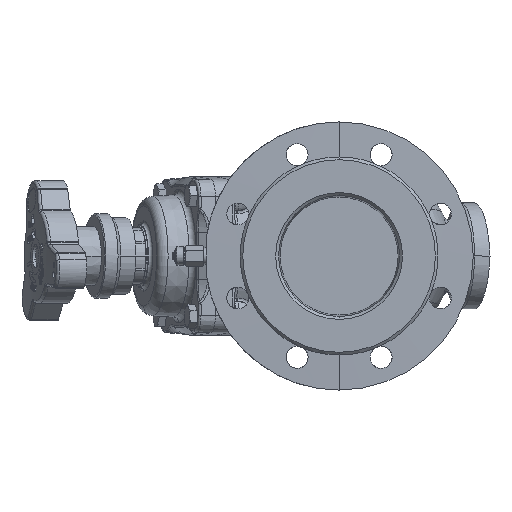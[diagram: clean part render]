
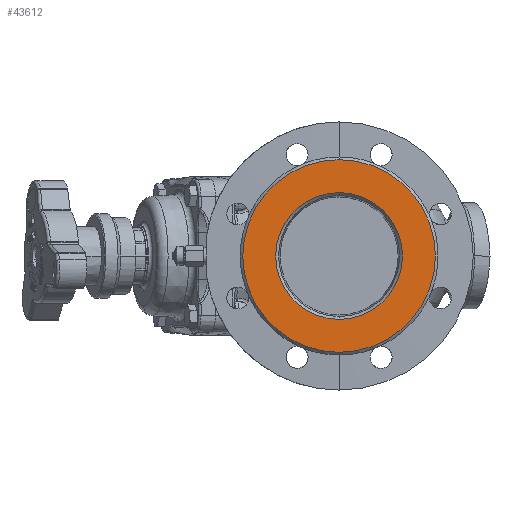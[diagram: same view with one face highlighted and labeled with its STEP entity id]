
A CAD part, left-side view. The second image highlights one B-rep face of the part: STEP entity #43612.
In plain terms, the highlighted planar face has unit normal (-1, 0, 0).
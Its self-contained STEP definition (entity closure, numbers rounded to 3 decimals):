
#9399=CARTESIAN_POINT('Axis2P3D Location',(-162.,0.,0.)) ;
#9403=CARTESIAN_POINT('Vertex',(-162.,0.,79.)) ;
#9405=CARTESIAN_POINT('Vertex',(-162.,0.,-79.)) ;
#12455=CARTESIAN_POINT('Vertex',(-162.,0.,-52.)) ;
#12458=CARTESIAN_POINT('Axis2P3D Location',(-162.,0.,0.)) ;
#12462=CARTESIAN_POINT('Vertex',(-162.,0.,52.)) ;
#24399=CARTESIAN_POINT('Axis2P3D Location',(-162.,0.,0.)) ;
#43550=CARTESIAN_POINT('Axis2P3D Location',(-162.,0.,0.)) ;
#43599=CARTESIAN_POINT('Axis2P3D Location',(-162.,-50.,0.)) ;
#9400=DIRECTION('Axis2P3D Direction',(1.,0.,0.)) ;
#12459=DIRECTION('Axis2P3D Direction',(-1.,0.,0.)) ;
#24400=DIRECTION('Axis2P3D Direction',(-1.,0.,0.)) ;
#43551=DIRECTION('Axis2P3D Direction',(1.,0.,0.)) ;
#43600=DIRECTION('Axis2P3D Direction',(-1.,0.,0.)) ;
#43601=DIRECTION('Axis2P3D XDirection',(0.,0.,1.)) ;
#9401=AXIS2_PLACEMENT_3D('Circle Axis2P3D',#9399,#9400,$) ;
#12460=AXIS2_PLACEMENT_3D('Circle Axis2P3D',#12458,#12459,$) ;
#24401=AXIS2_PLACEMENT_3D('Circle Axis2P3D',#24399,#24400,$) ;
#43552=AXIS2_PLACEMENT_3D('Circle Axis2P3D',#43550,#43551,$) ;
#43602=AXIS2_PLACEMENT_3D('Plane Axis2P3D',#43599,#43600,#43601) ;
#9402=CIRCLE('generated circle',#9401,79.) ;
#12461=CIRCLE('generated circle',#12460,52.) ;
#24402=CIRCLE('generated circle',#24401,52.) ;
#43553=CIRCLE('generated circle',#43552,79.) ;
#43603=PLANE('',#43602) ;
#43611=FACE_BOUND('',#43608,.T.) ;
#9407=EDGE_CURVE('',#9404,#9406,#9402,.F.) ;
#12464=EDGE_CURVE('',#12463,#12456,#12461,.F.) ;
#24403=EDGE_CURVE('',#12456,#12463,#24402,.F.) ;
#43554=EDGE_CURVE('',#9406,#9404,#43553,.F.) ;
#43605=ORIENTED_EDGE('',*,*,#43554,.T.) ;
#43606=ORIENTED_EDGE('',*,*,#9407,.T.) ;
#43609=ORIENTED_EDGE('',*,*,#12464,.T.) ;
#43610=ORIENTED_EDGE('',*,*,#24403,.T.) ;
#43604=EDGE_LOOP('',(#43605,#43606)) ;
#43608=EDGE_LOOP('',(#43609,#43610)) ;
#9404=VERTEX_POINT('',#9403) ;
#9406=VERTEX_POINT('',#9405) ;
#12456=VERTEX_POINT('',#12455) ;
#12463=VERTEX_POINT('',#12462) ;
#43612=ADVANCED_FACE('NONE',(#43607,#43611),#43603,.T.) ;
#43607=FACE_OUTER_BOUND('',#43604,.T.) ;
